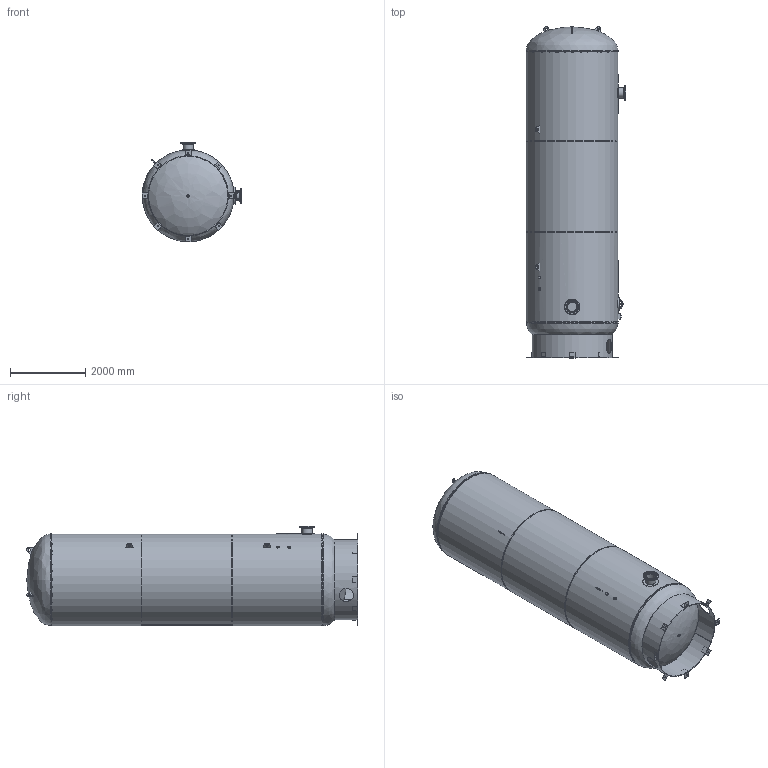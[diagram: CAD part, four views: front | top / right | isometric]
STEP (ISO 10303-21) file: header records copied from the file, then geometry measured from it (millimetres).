
FILE_DESCRIPTION(/* description */ ('VERTICAL AIR RECEIVER'),/* implementation_level */ '2;1');
FILE_NAME(/* name */ '127274.stp',/* time_stamp */ '2025-02-03T16:30:06-05:00',/* author */ ('Amber.Tiller'),/* organization */ ('STEEL FAB IF WE MAKE IT, VENDOR IF WE DON''T'),/* preprocessor_version */ 'ST-DEVELOPER v18.1',/* originating_system */ 'Autodesk Inventor 2022',/* authorisation */ 'CHECKERS BOSS');
FILE_SCHEMA (('AUTOMOTIVE_DESIGN { 1 0 10303 214 3 1 1 }'));
Length unit declared in the file: inch
Products named in the file (30): 127274; 127282; 127280; 127281; 115653; 121638; 151975; 151976; 115849; 12.00 X 16.00 X 4.000 X 1.000 RNG; 12X16 300# COVER; S100343-1 GASKET; YOKE; B00005; ANSI B18.2.1 - 1-8x5.5; 113238; 113245; 120539; 114426; S103404; 139550; 114851; 110553; 162687; 132-001SF-NPS; 117903; 107211; 114411; 163136; 108660
Assembly tree (50 placements, depth 3):
  127274
    127282
    127280
    127281
    115653  x2
    121638
      151975
      151976  x8
    115849
      12.00 X 16.00 X 4.000 X 1.000 RNG
      12X16 300# COVER
      S100343-1 GASKET
      YOKE  x2
      B00005  x2
      ANSI B18.2.1 - 1-8x5.5  x2
    113238
    113245
    120539
    114426
    S103404  x2
      139550
      114851
    110553  x2
    162687
    132-001SF-NPS
    117903  x4
    107211
    114411
    163136  x2
    108660  x5
Bounding box: 2641.6 x 8818.56 x 2641.6 mm (x, y, z)
Volume: 767599280 mm3; surface area: 149771272.4 mm2
Topology: 48 solids, 48 shells, 1230 faces, 3075 edges, 1996 vertices
Faces by surface type: plane 661, cylinder 223, bspline 161, cone 125, torus 56, sphere 4
Full cylindrical faces by diameter (mm): 4.826 x4, 4.953 x8, 9.525 x4, 11.125 x2, 11.913 x4, 21.971 x2, 25.4 x27, 28.575 x10, 30.302 x1, 38.1 x1, 39.688 x2, 43.256 x1, 44.856 x1, 50.8 x3, 55.169 x2, 55.562 x2, 56.667 x1, 63.5 x6, 66.675 x1, 76.2 x3, 254 x2, 254.508 x2, 273.05 x2, 274.637 x2, 276.352 x2, 304.8 x2, 323.85 x2, 376.237 x2, 406.4 x2, 414.337 x2
Entity records: 31518 total; most frequent: CARTESIAN_POINT 10839, ORIENTED_EDGE 4220, DIRECTION 3584, EDGE_CURVE 2110, VERTEX_POINT 1388, LINE 1256, VECTOR 1256, AXIS2_PLACEMENT_3D 1164
